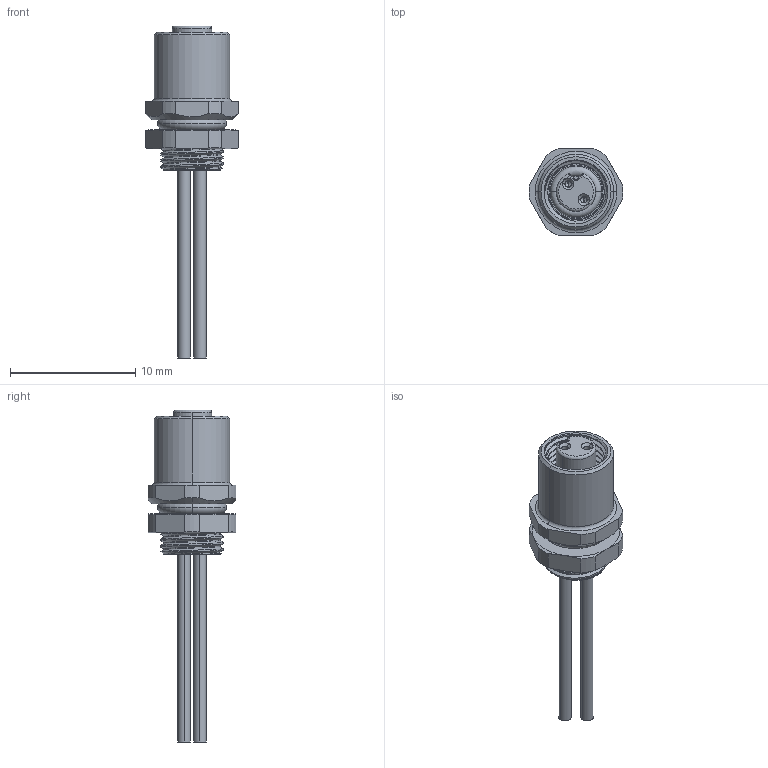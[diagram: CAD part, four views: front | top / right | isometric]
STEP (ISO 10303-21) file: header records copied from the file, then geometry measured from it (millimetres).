
FILE_DESCRIPTION((''),'2;1');
FILE_NAME('HOUSING-FEMALE-4P-000A11509_2','2025-08-24T',('gongcheng16'),(''),'PRO/ENGINEER BY PARAMETRIC TECHNOLOGY CORPORATION, 2010280','PRO/ENGINEER BY PARAMETRIC TECHNOLOGY CORPORATION, 2010280','');
FILE_SCHEMA(('CONFIG_CONTROL_DESIGN'));
Products named in the file (1): HOUSING-FEMALE-4P-000A11509_2
Bounding box: 7.5 x 7 x 26.5 mm (x, y, z)
Volume: 52.5 mm3; surface area: 4528.4 mm2
Topology: 1 solids, 74 shells, 907 faces, 2464 edges, 1628 vertices
Faces by surface type: cylinder 383, plane 223, cone 172, bspline 65, torus 64
Entity records: 45389 total; most frequent: CARTESIAN_POINT 23937, DIRECTION 4267, ORIENTED_EDGE 4264, EDGE_CURVE 2456, AXIS2_PLACEMENT_3D 1738, VERTEX_POINT 1628, EDGE_LOOP 966, FACE_OUTER_BOUND 907
